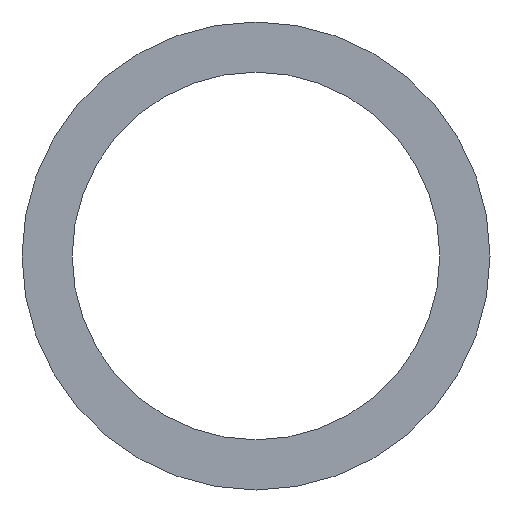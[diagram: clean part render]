
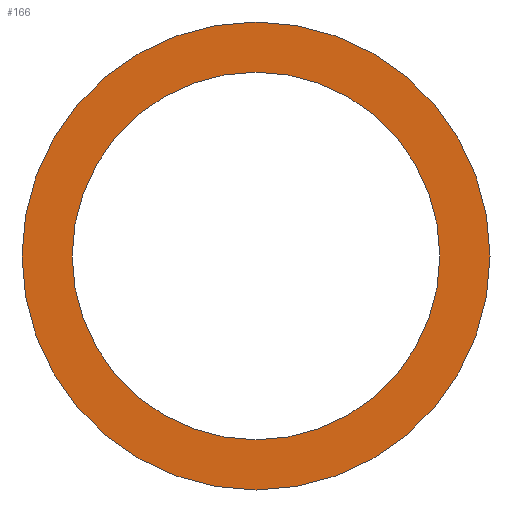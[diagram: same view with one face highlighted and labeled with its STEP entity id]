
A CAD part, front view. The second image highlights one B-rep face of the part: STEP entity #166.
In plain terms, the highlighted planar face has unit normal (0, -1, 0).
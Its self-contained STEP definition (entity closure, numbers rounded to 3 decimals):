
#23 = CARTESIAN_POINT ( 'NONE',  ( 0., 8.915, 0. ) ) ;
#27 = DIRECTION ( 'NONE',  ( 0., 0., -1. ) ) ;
#31 = EDGE_CURVE ( 'NONE', #263, #133, #205, .T. ) ;
#33 = CARTESIAN_POINT ( 'NONE',  ( 0., 8.915, -11. ) ) ;
#36 = DIRECTION ( 'NONE',  ( 0., -1., 0. ) ) ;
#42 = AXIS2_PLACEMENT_3D ( 'NONE', #123, #108, #89 ) ;
#44 = EDGE_CURVE ( 'NONE', #198, #201, #132, .T. ) ;
#46 = CARTESIAN_POINT ( 'NONE',  ( 0., 8.915, 0. ) ) ;
#56 = AXIS2_PLACEMENT_3D ( 'NONE', #23, #177, #77 ) ;
#59 = ORIENTED_EDGE ( 'NONE', *, *, #183, .T. ) ;
#61 = ORIENTED_EDGE ( 'NONE', *, *, #157, .F. ) ;
#73 = DIRECTION ( 'NONE',  ( 0., 0., -1. ) ) ;
#77 = DIRECTION ( 'NONE',  ( 0., 0., -1. ) ) ;
#79 = CIRCLE ( 'NONE', #163, 14. ) ;
#84 = CARTESIAN_POINT ( 'NONE',  ( 0., 8.915, 0. ) ) ;
#89 = DIRECTION ( 'NONE',  ( 0., 0., -1. ) ) ;
#90 = CARTESIAN_POINT ( 'NONE',  ( 0., 8.915, 14. ) ) ;
#108 = DIRECTION ( 'NONE',  ( 0., -1., 0. ) ) ;
#113 = EDGE_LOOP ( 'NONE', ( #61, #161 ) ) ;
#123 = CARTESIAN_POINT ( 'NONE',  ( 14., 8.915, 0. ) ) ;
#130 = CARTESIAN_POINT ( 'NONE',  ( 0., 8.915, 0. ) ) ;
#132 = CIRCLE ( 'NONE', #56, 14. ) ;
#133 = VERTEX_POINT ( 'NONE', #33 ) ;
#144 = DIRECTION ( 'NONE',  ( 0., 0., -1. ) ) ;
#157 = EDGE_CURVE ( 'NONE', #133, #263, #227, .T. ) ;
#161 = ORIENTED_EDGE ( 'NONE', *, *, #31, .F. ) ;
#162 = FACE_BOUND ( 'NONE', #113, .T. ) ;
#163 = AXIS2_PLACEMENT_3D ( 'NONE', #130, #36, #73 ) ;
#166 = ADVANCED_FACE ( 'NONE', ( #224, #162 ), #225, .T. ) ;
#176 = ORIENTED_EDGE ( 'NONE', *, *, #44, .T. ) ;
#177 = DIRECTION ( 'NONE',  ( 0., -1., 0. ) ) ;
#183 = EDGE_CURVE ( 'NONE', #201, #198, #79, .T. ) ;
#193 = CARTESIAN_POINT ( 'NONE',  ( 0., 8.915, 11. ) ) ;
#198 = VERTEX_POINT ( 'NONE', #90 ) ;
#201 = VERTEX_POINT ( 'NONE', #234 ) ;
#202 = DIRECTION ( 'NONE',  ( 0., -1., 0. ) ) ;
#205 = CIRCLE ( 'NONE', #212, 11. ) ;
#208 = DIRECTION ( 'NONE',  ( 0., -1., 0. ) ) ;
#212 = AXIS2_PLACEMENT_3D ( 'NONE', #46, #202, #27 ) ;
#224 = FACE_OUTER_BOUND ( 'NONE', #240, .T. ) ;
#225 = PLANE ( 'NONE',  #42 ) ;
#227 = CIRCLE ( 'NONE', #233, 11. ) ;
#233 = AXIS2_PLACEMENT_3D ( 'NONE', #84, #208, #144 ) ;
#234 = CARTESIAN_POINT ( 'NONE',  ( 0., 8.915, -14. ) ) ;
#240 = EDGE_LOOP ( 'NONE', ( #59, #176 ) ) ;
#263 = VERTEX_POINT ( 'NONE', #193 ) ;
